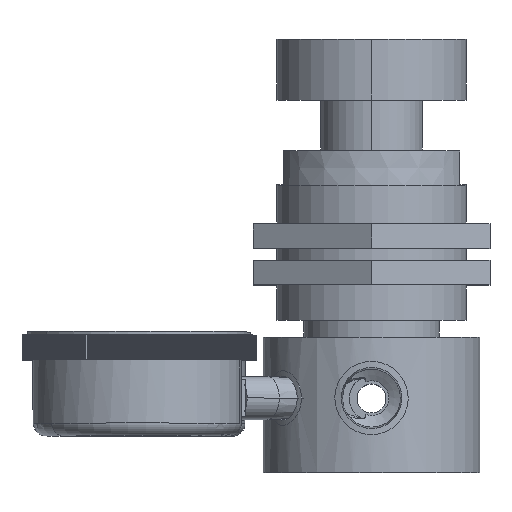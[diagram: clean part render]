
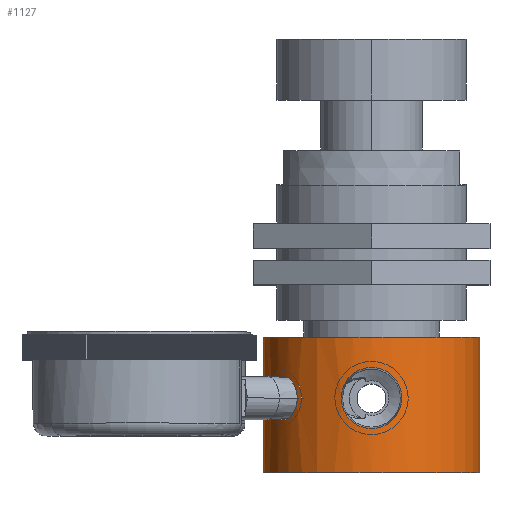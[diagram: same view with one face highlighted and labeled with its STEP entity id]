
A CAD part, top view. The second image highlights one B-rep face of the part: STEP entity #1127.
In plain terms, the highlighted cylindrical face has radius 20.32 mm (diameter 40.64 mm), a partial arc.
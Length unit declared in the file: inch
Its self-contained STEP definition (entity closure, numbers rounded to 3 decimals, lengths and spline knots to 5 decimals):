
#1=DIRECTION('',(0.,1.,0.));
#2=VECTOR('',#1,1.);
#3=CARTESIAN_POINT('',(0.8,0.,0.));
#4=LINE('',#3,#2);
#5=DIRECTION('',(0.,1.,0.));
#6=VECTOR('',#5,1.);
#7=CARTESIAN_POINT('',(-0.8,0.,0.));
#8=LINE('',#7,#6);
#90=CARTESIAN_POINT('',(0.,0.,0.));
#91=DIRECTION('',(0.,-1.,0.));
#92=DIRECTION('',(1.,0.,0.));
#93=AXIS2_PLACEMENT_3D('',#90,#91,#92);
#95=CARTESIAN_POINT('',(-0.22416,0.55,0.76795));
#96=CARTESIAN_POINT('',(-0.22416,0.56466,
0.76795));
#97=CARTESIAN_POINT('',(-0.22136,0.59347,
0.76878));
#98=CARTESIAN_POINT('',(-0.20877,0.63587,
0.77234));
#99=CARTESIAN_POINT('',(-0.18791,0.67539,
0.77776));
#100=CARTESIAN_POINT('',(-0.15941,0.71032,
0.78418));
#101=CARTESIAN_POINT('',(-0.12461,0.73881,
0.79054));
#102=CARTESIAN_POINT('',(-0.08531,0.75963,
0.79579));
#103=CARTESIAN_POINT('',(-0.04328,0.7722,
0.79921));
#104=CARTESIAN_POINT('',(0.,0.7764,
0.80039));
#105=CARTESIAN_POINT('',(0.04328,0.7722,
0.79921));
#106=CARTESIAN_POINT('',(0.08531,0.75963,
0.79579));
#107=CARTESIAN_POINT('',(0.12461,0.73882,
0.79054));
#108=CARTESIAN_POINT('',(0.15941,0.71032,
0.78418));
#109=CARTESIAN_POINT('',(0.18791,0.67539,
0.77776));
#110=CARTESIAN_POINT('',(0.20877,0.63587,
0.77234));
#111=CARTESIAN_POINT('',(0.22136,0.59347,
0.76878));
#112=CARTESIAN_POINT('',(0.22416,0.56466,
0.76795));
#113=CARTESIAN_POINT('',(0.22416,0.55,0.76795));
#115=CARTESIAN_POINT('',(-0.22416,0.55,0.76795));
#116=CARTESIAN_POINT('',(-0.22416,0.53534,
0.76795));
#117=CARTESIAN_POINT('',(-0.22136,0.50653,
0.76878));
#118=CARTESIAN_POINT('',(-0.20877,0.46413,
0.77234));
#119=CARTESIAN_POINT('',(-0.18791,0.42461,
0.77776));
#120=CARTESIAN_POINT('',(-0.15941,0.38968,
0.78418));
#121=CARTESIAN_POINT('',(-0.12461,0.36118,
0.79054));
#122=CARTESIAN_POINT('',(-0.08531,0.34037,
0.79579));
#123=CARTESIAN_POINT('',(-0.04328,0.3278,
0.79921));
#124=CARTESIAN_POINT('',(0.,0.3236,
0.80039));
#125=CARTESIAN_POINT('',(0.04328,0.3278,
0.79921));
#126=CARTESIAN_POINT('',(0.08531,0.34037,
0.79579));
#127=CARTESIAN_POINT('',(0.12461,0.36119,
0.79054));
#128=CARTESIAN_POINT('',(0.15941,0.38968,
0.78418));
#129=CARTESIAN_POINT('',(0.18791,0.42461,
0.77776));
#130=CARTESIAN_POINT('',(0.20877,0.46413,
0.77234));
#131=CARTESIAN_POINT('',(0.22136,0.50653,
0.76878));
#132=CARTESIAN_POINT('',(0.22416,0.53534,
0.76795));
#133=CARTESIAN_POINT('',(0.22416,0.55,0.76795));
#135=CARTESIAN_POINT('',(-0.73469,0.55,0.31659));
#136=CARTESIAN_POINT('',(-0.73469,0.53775,
0.31659));
#137=CARTESIAN_POINT('',(-0.73361,0.51387,
0.31911));
#138=CARTESIAN_POINT('',(-0.72868,0.47914,
0.33031));
#139=CARTESIAN_POINT('',(-0.72031,0.44786,
0.34832));
#140=CARTESIAN_POINT('',(-0.70847,0.42168,
0.37195));
#141=CARTESIAN_POINT('',(-0.69339,0.40215,
0.39947));
#142=CARTESIAN_POINT('',(-0.67553,0.39018,
0.42905));
#143=CARTESIAN_POINT('',(-0.65555,0.38616,
0.45902));
#144=CARTESIAN_POINT('',(-0.63422,0.39018,
0.48804));
#145=CARTESIAN_POINT('',(-0.61254,0.40215,
0.51494));
#146=CARTESIAN_POINT('',(-0.59183,0.42167,
0.53853));
#147=CARTESIAN_POINT('',(-0.57368,0.44785,
0.55774));
#148=CARTESIAN_POINT('',(-0.55962,0.47913,
0.57176));
#149=CARTESIAN_POINT('',(-0.55078,0.51387,
0.58022));
#150=CARTESIAN_POINT('',(-0.54878,0.53775,
0.5821));
#151=CARTESIAN_POINT('',(-0.54878,0.55,0.5821));
#153=CARTESIAN_POINT('',(-0.54878,0.55,0.5821));
#154=CARTESIAN_POINT('',(-0.54878,0.56225,
0.5821));
#155=CARTESIAN_POINT('',(-0.55078,0.58614,
0.58022));
#156=CARTESIAN_POINT('',(-0.55962,0.62087,
0.57176));
#157=CARTESIAN_POINT('',(-0.57368,0.65215,
0.55774));
#158=CARTESIAN_POINT('',(-0.59184,0.67833,
0.53853));
#159=CARTESIAN_POINT('',(-0.61254,0.69785,
0.51494));
#160=CARTESIAN_POINT('',(-0.63422,0.70982,
0.48804));
#161=CARTESIAN_POINT('',(-0.65555,0.71384,
0.45902));
#162=CARTESIAN_POINT('',(-0.67553,0.70982,
0.42905));
#163=CARTESIAN_POINT('',(-0.69339,0.69785,
0.39948));
#164=CARTESIAN_POINT('',(-0.70847,0.67832,
0.37195));
#165=CARTESIAN_POINT('',(-0.72031,0.65215,
0.34832));
#166=CARTESIAN_POINT('',(-0.72868,0.62086,
0.33031));
#167=CARTESIAN_POINT('',(-0.73361,0.58613,
0.31911));
#168=CARTESIAN_POINT('',(-0.73469,0.56225,
0.31659));
#169=CARTESIAN_POINT('',(-0.73469,0.55,0.31659));
#171=CARTESIAN_POINT('',(0.,1.,0.));
#172=DIRECTION('',(0.,-1.,0.));
#173=DIRECTION('',(1.,0.,0.));
#174=AXIS2_PLACEMENT_3D('',#171,#172,#173);
#898=CARTESIAN_POINT('',(0.8,0.,0.));
#899=CARTESIAN_POINT('',(0.8,1.,0.));
#900=VERTEX_POINT('',#898);
#901=VERTEX_POINT('',#899);
#906=CARTESIAN_POINT('',(-0.8,0.,0.));
#907=CARTESIAN_POINT('',(-0.8,1.,0.));
#908=VERTEX_POINT('',#906);
#909=VERTEX_POINT('',#907);
#934=VERTEX_POINT('',#95);
#935=VERTEX_POINT('',#113);
#976=VERTEX_POINT('',#135);
#977=VERTEX_POINT('',#151);
#1103=CARTESIAN_POINT('',(0.,2.49375,0.));
#1104=DIRECTION('',(0.,-1.,0.));
#1105=DIRECTION('',(-1.,0.,0.));
#1106=AXIS2_PLACEMENT_3D('',#1103,#1104,#1105);
#1107=CYLINDRICAL_SURFACE('',#1106,0.8);
#1108=ORIENTED_EDGE('',*,*,#1081,.F.);
#1109=ORIENTED_EDGE('',*,*,#1071,.T.);
#1110=ORIENTED_EDGE('',*,*,#1085,.T.);
#1112=ORIENTED_EDGE('',*,*,#1111,.F.);
#1113=EDGE_LOOP('',(#1108,#1109,#1110,#1112));
#1114=FACE_OUTER_BOUND('',#1113,.F.);
#1116=ORIENTED_EDGE('',*,*,#1115,.F.);
#1118=ORIENTED_EDGE('',*,*,#1117,.T.);
#1119=EDGE_LOOP('',(#1116,#1118));
#1120=FACE_BOUND('',#1119,.F.);
#1122=ORIENTED_EDGE('',*,*,#1121,.T.);
#1124=ORIENTED_EDGE('',*,*,#1123,.T.);
#1125=EDGE_LOOP('',(#1122,#1124));
#1126=FACE_BOUND('',#1125,.F.);
#1127=ADVANCED_FACE('',(#1114,#1120,#1126),#1107,.T.);
#94=CIRCLE('',#93,0.8);
#114=B_SPLINE_CURVE_WITH_KNOTS('',3,(#95,#96,#97,#98,#99,#100,#101,#102,#103,
#104,#105,#106,#107,#108,#109,#110,#111,#112,#113),.UNSPECIFIED.,.F.,.F.,(4,1,1,
1,1,1,1,1,1,1,1,1,1,1,1,1,4),(0.,0.0625,0.125,0.1875,0.25,0.3125,
0.375,0.4375,0.5,0.5625,0.625,0.6875,0.75,0.8125,0.875,
0.9375,1.),.UNSPECIFIED.);
#134=B_SPLINE_CURVE_WITH_KNOTS('',3,(#115,#116,#117,#118,#119,#120,#121,#122,
#123,#124,#125,#126,#127,#128,#129,#130,#131,#132,#133),.UNSPECIFIED.,.F.,.F.,
(4,1,1,1,1,1,1,1,1,1,1,1,1,1,1,1,4),(0.,0.0625,0.125,0.1875,0.25,
0.3125,0.375,0.4375,0.5,0.5625,0.625,0.6875,0.75,0.8125,
0.875,0.9375,1.),.UNSPECIFIED.);
#152=B_SPLINE_CURVE_WITH_KNOTS('',3,(#135,#136,#137,#138,#139,#140,#141,#142,
#143,#144,#145,#146,#147,#148,#149,#150,#151),.UNSPECIFIED.,.F.,.F.,(4,1,1,1,1,
1,1,1,1,1,1,1,1,1,4),(0.,0.07143,0.14286,
0.21429,0.28571,0.35714,0.42857,0.5,
0.57143,0.64286,0.71429,0.78571,
0.85714,0.92857,1.),.UNSPECIFIED.);
#170=B_SPLINE_CURVE_WITH_KNOTS('',3,(#153,#154,#155,#156,#157,#158,#159,#160,
#161,#162,#163,#164,#165,#166,#167,#168,#169),.UNSPECIFIED.,.F.,.F.,(4,1,1,1,1,
1,1,1,1,1,1,1,1,1,4),(0.,0.07143,0.14286,
0.21429,0.28571,0.35714,0.42857,0.5,
0.57143,0.64286,0.71429,0.78571,
0.85714,0.92857,1.),.UNSPECIFIED.);
#175=CIRCLE('',#174,0.8);
#1071=EDGE_CURVE('',#900,#908,#94,.T.);
#1081=EDGE_CURVE('',#900,#901,#4,.T.);
#1085=EDGE_CURVE('',#908,#909,#8,.T.);
#1111=EDGE_CURVE('',#901,#909,#175,.T.);
#1115=EDGE_CURVE('',#934,#935,#114,.T.);
#1117=EDGE_CURVE('',#934,#935,#134,.T.);
#1121=EDGE_CURVE('',#976,#977,#152,.T.);
#1123=EDGE_CURVE('',#977,#976,#170,.T.);
